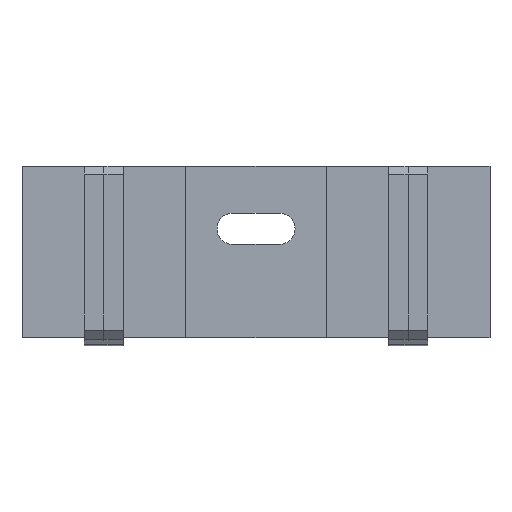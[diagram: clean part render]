
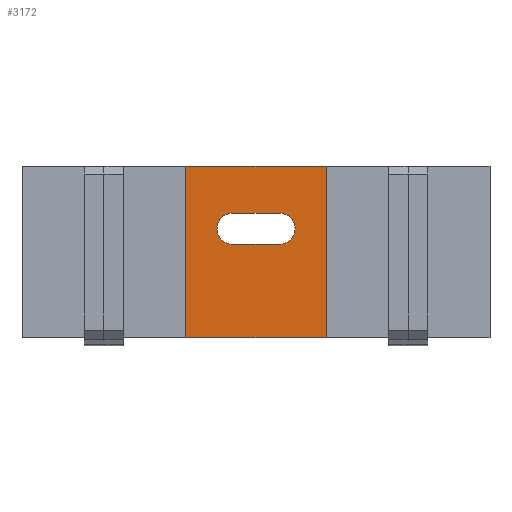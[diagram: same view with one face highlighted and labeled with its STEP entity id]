
A CAD part, front view. The second image highlights one B-rep face of the part: STEP entity #3172.
In plain terms, the highlighted planar face has unit normal (0, -1, 0).
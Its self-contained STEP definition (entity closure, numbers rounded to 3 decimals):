
#2896 = VERTEX_POINT('',#2897);
#2897 = CARTESIAN_POINT('',(3.,0.,16.));
#2904 = CYLINDRICAL_SURFACE('',#2905,2.);
#2905 = AXIS2_PLACEMENT_3D('',#2906,#2907,#2908);
#2906 = CARTESIAN_POINT('',(3.,24.,14.));
#2907 = DIRECTION('',(-0.,1.,0.));
#2908 = DIRECTION('',(0.,0.,-1.));
#2916 = PLANE('',#2917);
#2917 = AXIS2_PLACEMENT_3D('',#2918,#2919,#2920);
#2918 = CARTESIAN_POINT('',(3.,24.,16.));
#2919 = DIRECTION('',(0.,0.,-1.));
#2920 = DIRECTION('',(-1.,0.,-0.));
#2958 = VERTEX_POINT('',#2959);
#2959 = CARTESIAN_POINT('',(3.,0.,12.));
#2973 = PLANE('',#2974);
#2974 = AXIS2_PLACEMENT_3D('',#2975,#2976,#2977);
#2975 = CARTESIAN_POINT('',(-3.,24.,12.));
#2976 = DIRECTION('',(0.,0.,1.));
#2977 = DIRECTION('',(1.,0.,0.));
#2985 = EDGE_CURVE('',#2896,#2958,#2986,.T.);
#2986 = SURFACE_CURVE('',#2987,(#2992,#2999),.PCURVE_S1.);
#2987 = CIRCLE('',#2988,2.);
#2988 = AXIS2_PLACEMENT_3D('',#2989,#2990,#2991);
#2989 = CARTESIAN_POINT('',(3.,0.,14.));
#2990 = DIRECTION('',(0.,1.,0.));
#2991 = DIRECTION('',(0.,0.,-1.));
#2992 = PCURVE('',#2904,#2993);
#2993 = DEFINITIONAL_REPRESENTATION('',(#2994),#2998);
#2994 = LINE('',#2995,#2996);
#2995 = CARTESIAN_POINT('',(-6.283,-24.));
#2996 = VECTOR('',#2997,1.);
#2997 = DIRECTION('',(1.,-0.));
#2998 = ( GEOMETRIC_REPRESENTATION_CONTEXT(2) 
PARAMETRIC_REPRESENTATION_CONTEXT() REPRESENTATION_CONTEXT('2D SPACE',''
  ) );
#2999 = PCURVE('',#3000,#3005);
#3000 = PLANE('',#3001);
#3001 = AXIS2_PLACEMENT_3D('',#3002,#3003,#3004);
#3002 = CARTESIAN_POINT('',(0.,0.,0.));
#3003 = DIRECTION('',(0.,1.,-0.));
#3004 = DIRECTION('',(0.,0.,1.));
#3005 = DEFINITIONAL_REPRESENTATION('',(#3006),#3010);
#3006 = CIRCLE('',#3007,2.);
#3007 = AXIS2_PLACEMENT_2D('',#3008,#3009);
#3008 = CARTESIAN_POINT('',(14.,3.));
#3009 = DIRECTION('',(-1.,0.));
#3010 = ( GEOMETRIC_REPRESENTATION_CONTEXT(2) 
PARAMETRIC_REPRESENTATION_CONTEXT() REPRESENTATION_CONTEXT('2D SPACE',''
  ) );
#3018 = VERTEX_POINT('',#3019);
#3019 = CARTESIAN_POINT('',(-3.,0.,16.));
#3033 = CYLINDRICAL_SURFACE('',#3034,2.);
#3034 = AXIS2_PLACEMENT_3D('',#3035,#3036,#3037);
#3035 = CARTESIAN_POINT('',(-3.,24.,14.));
#3036 = DIRECTION('',(-0.,1.,0.));
#3037 = DIRECTION('',(0.,0.,1.));
#3072 = EDGE_CURVE('',#2896,#3018,#3073,.T.);
#3073 = SURFACE_CURVE('',#3074,(#3078,#3084),.PCURVE_S1.);
#3074 = LINE('',#3075,#3076);
#3075 = CARTESIAN_POINT('',(1.5,0.,16.));
#3076 = VECTOR('',#3077,1.);
#3077 = DIRECTION('',(-1.,0.,0.));
#3078 = PCURVE('',#2916,#3079);
#3079 = DEFINITIONAL_REPRESENTATION('',(#3080),#3083);
#3080 = B_SPLINE_CURVE_WITH_KNOTS('',1,(#3081,#3082),.UNSPECIFIED.,.F.,
  .F.,(2,2),(-1.5,4.5),.PIECEWISE_BEZIER_KNOTS.);
#3081 = CARTESIAN_POINT('',(0.,-24.));
#3082 = CARTESIAN_POINT('',(6.,-24.));
#3083 = ( GEOMETRIC_REPRESENTATION_CONTEXT(2) 
PARAMETRIC_REPRESENTATION_CONTEXT() REPRESENTATION_CONTEXT('2D SPACE',''
  ) );
#3084 = PCURVE('',#3000,#3085);
#3085 = DEFINITIONAL_REPRESENTATION('',(#3086),#3089);
#3086 = B_SPLINE_CURVE_WITH_KNOTS('',1,(#3087,#3088),.UNSPECIFIED.,.F.,
  .F.,(2,2),(-1.5,4.5),.PIECEWISE_BEZIER_KNOTS.);
#3087 = CARTESIAN_POINT('',(16.,3.));
#3088 = CARTESIAN_POINT('',(16.,-3.));
#3089 = ( GEOMETRIC_REPRESENTATION_CONTEXT(2) 
PARAMETRIC_REPRESENTATION_CONTEXT() REPRESENTATION_CONTEXT('2D SPACE',''
  ) );
#3172 = ADVANCED_FACE('',(#3173,#3287),#3000,.F.);
#3173 = FACE_BOUND('',#3174,.F.);
#3174 = EDGE_LOOP('',(#3175,#3205,#3233,#3261));
#3175 = ORIENTED_EDGE('',*,*,#3176,.F.);
#3176 = EDGE_CURVE('',#3177,#3179,#3181,.T.);
#3177 = VERTEX_POINT('',#3178);
#3178 = CARTESIAN_POINT('',(-9.,0.,0.));
#3179 = VERTEX_POINT('',#3180);
#3180 = CARTESIAN_POINT('',(9.,0.,0.));
#3181 = SURFACE_CURVE('',#3182,(#3186,#3193),.PCURVE_S1.);
#3182 = LINE('',#3183,#3184);
#3183 = CARTESIAN_POINT('',(-9.,0.,0.));
#3184 = VECTOR('',#3185,1.);
#3185 = DIRECTION('',(1.,0.,0.));
#3186 = PCURVE('',#3000,#3187);
#3187 = DEFINITIONAL_REPRESENTATION('',(#3188),#3192);
#3188 = LINE('',#3189,#3190);
#3189 = CARTESIAN_POINT('',(0.,-9.));
#3190 = VECTOR('',#3191,1.);
#3191 = DIRECTION('',(0.,1.));
#3192 = ( GEOMETRIC_REPRESENTATION_CONTEXT(2) 
PARAMETRIC_REPRESENTATION_CONTEXT() REPRESENTATION_CONTEXT('2D SPACE',''
  ) );
#3193 = PCURVE('',#3194,#3199);
#3194 = PLANE('',#3195);
#3195 = AXIS2_PLACEMENT_3D('',#3196,#3197,#3198);
#3196 = CARTESIAN_POINT('',(0.,15.,0.));
#3197 = DIRECTION('',(0.,0.,1.));
#3198 = DIRECTION('',(0.,-1.,0.));
#3199 = DEFINITIONAL_REPRESENTATION('',(#3200),#3204);
#3200 = LINE('',#3201,#3202);
#3201 = CARTESIAN_POINT('',(15.,-9.));
#3202 = VECTOR('',#3203,1.);
#3203 = DIRECTION('',(0.,1.));
#3204 = ( GEOMETRIC_REPRESENTATION_CONTEXT(2) 
PARAMETRIC_REPRESENTATION_CONTEXT() REPRESENTATION_CONTEXT('2D SPACE',''
  ) );
#3205 = ORIENTED_EDGE('',*,*,#3206,.T.);
#3206 = EDGE_CURVE('',#3177,#3207,#3209,.T.);
#3207 = VERTEX_POINT('',#3208);
#3208 = CARTESIAN_POINT('',(-9.,0.,22.));
#3209 = SURFACE_CURVE('',#3210,(#3214,#3221),.PCURVE_S1.);
#3210 = LINE('',#3211,#3212);
#3211 = CARTESIAN_POINT('',(-9.,0.,0.));
#3212 = VECTOR('',#3213,1.);
#3213 = DIRECTION('',(0.,0.,1.));
#3214 = PCURVE('',#3000,#3215);
#3215 = DEFINITIONAL_REPRESENTATION('',(#3216),#3220);
#3216 = LINE('',#3217,#3218);
#3217 = CARTESIAN_POINT('',(0.,-9.));
#3218 = VECTOR('',#3219,1.);
#3219 = DIRECTION('',(1.,0.));
#3220 = ( GEOMETRIC_REPRESENTATION_CONTEXT(2) 
PARAMETRIC_REPRESENTATION_CONTEXT() REPRESENTATION_CONTEXT('2D SPACE',''
  ) );
#3221 = PCURVE('',#3222,#3227);
#3222 = PLANE('',#3223);
#3223 = AXIS2_PLACEMENT_3D('',#3224,#3225,#3226);
#3224 = CARTESIAN_POINT('',(-9.,4.162,7.662));
#3225 = DIRECTION('',(-1.,0.,0.));
#3226 = DIRECTION('',(0.,0.,1.));
#3227 = DEFINITIONAL_REPRESENTATION('',(#3228),#3232);
#3228 = LINE('',#3229,#3230);
#3229 = CARTESIAN_POINT('',(-7.662,-4.162));
#3230 = VECTOR('',#3231,1.);
#3231 = DIRECTION('',(1.,0.));
#3232 = ( GEOMETRIC_REPRESENTATION_CONTEXT(2) 
PARAMETRIC_REPRESENTATION_CONTEXT() REPRESENTATION_CONTEXT('2D SPACE',''
  ) );
#3233 = ORIENTED_EDGE('',*,*,#3234,.F.);
#3234 = EDGE_CURVE('',#3235,#3207,#3237,.T.);
#3235 = VERTEX_POINT('',#3236);
#3236 = CARTESIAN_POINT('',(9.,0.,22.));
#3237 = SURFACE_CURVE('',#3238,(#3242,#3249),.PCURVE_S1.);
#3238 = LINE('',#3239,#3240);
#3239 = CARTESIAN_POINT('',(9.,0.,22.));
#3240 = VECTOR('',#3241,1.);
#3241 = DIRECTION('',(-1.,0.,0.));
#3242 = PCURVE('',#3000,#3243);
#3243 = DEFINITIONAL_REPRESENTATION('',(#3244),#3248);
#3244 = LINE('',#3245,#3246);
#3245 = CARTESIAN_POINT('',(22.,9.));
#3246 = VECTOR('',#3247,1.);
#3247 = DIRECTION('',(0.,-1.));
#3248 = ( GEOMETRIC_REPRESENTATION_CONTEXT(2) 
PARAMETRIC_REPRESENTATION_CONTEXT() REPRESENTATION_CONTEXT('2D SPACE',''
  ) );
#3249 = PCURVE('',#3250,#3255);
#3250 = PLANE('',#3251);
#3251 = AXIS2_PLACEMENT_3D('',#3252,#3253,#3254);
#3252 = CARTESIAN_POINT('',(0.,0.,22.));
#3253 = DIRECTION('',(0.,0.,-1.));
#3254 = DIRECTION('',(0.,1.,0.));
#3255 = DEFINITIONAL_REPRESENTATION('',(#3256),#3260);
#3256 = LINE('',#3257,#3258);
#3257 = CARTESIAN_POINT('',(0.,9.));
#3258 = VECTOR('',#3259,1.);
#3259 = DIRECTION('',(0.,-1.));
#3260 = ( GEOMETRIC_REPRESENTATION_CONTEXT(2) 
PARAMETRIC_REPRESENTATION_CONTEXT() REPRESENTATION_CONTEXT('2D SPACE',''
  ) );
#3261 = ORIENTED_EDGE('',*,*,#3262,.F.);
#3262 = EDGE_CURVE('',#3179,#3235,#3263,.T.);
#3263 = SURFACE_CURVE('',#3264,(#3268,#3275),.PCURVE_S1.);
#3264 = LINE('',#3265,#3266);
#3265 = CARTESIAN_POINT('',(9.,0.,0.));
#3266 = VECTOR('',#3267,1.);
#3267 = DIRECTION('',(0.,0.,1.));
#3268 = PCURVE('',#3000,#3269);
#3269 = DEFINITIONAL_REPRESENTATION('',(#3270),#3274);
#3270 = LINE('',#3271,#3272);
#3271 = CARTESIAN_POINT('',(0.,9.));
#3272 = VECTOR('',#3273,1.);
#3273 = DIRECTION('',(1.,0.));
#3274 = ( GEOMETRIC_REPRESENTATION_CONTEXT(2) 
PARAMETRIC_REPRESENTATION_CONTEXT() REPRESENTATION_CONTEXT('2D SPACE',''
  ) );
#3275 = PCURVE('',#3276,#3281);
#3276 = PLANE('',#3277);
#3277 = AXIS2_PLACEMENT_3D('',#3278,#3279,#3280);
#3278 = CARTESIAN_POINT('',(9.,4.162,7.662));
#3279 = DIRECTION('',(-1.,0.,0.));
#3280 = DIRECTION('',(0.,0.,1.));
#3281 = DEFINITIONAL_REPRESENTATION('',(#3282),#3286);
#3282 = LINE('',#3283,#3284);
#3283 = CARTESIAN_POINT('',(-7.662,-4.162));
#3284 = VECTOR('',#3285,1.);
#3285 = DIRECTION('',(1.,0.));
#3286 = ( GEOMETRIC_REPRESENTATION_CONTEXT(2) 
PARAMETRIC_REPRESENTATION_CONTEXT() REPRESENTATION_CONTEXT('2D SPACE',''
  ) );
#3287 = FACE_BOUND('',#3288,.F.);
#3288 = EDGE_LOOP('',(#3289,#3290,#3291,#3315));
#3289 = ORIENTED_EDGE('',*,*,#2985,.F.);
#3290 = ORIENTED_EDGE('',*,*,#3072,.T.);
#3291 = ORIENTED_EDGE('',*,*,#3292,.F.);
#3292 = EDGE_CURVE('',#3293,#3018,#3295,.T.);
#3293 = VERTEX_POINT('',#3294);
#3294 = CARTESIAN_POINT('',(-3.,0.,12.));
#3295 = SURFACE_CURVE('',#3296,(#3301,#3308),.PCURVE_S1.);
#3296 = CIRCLE('',#3297,2.);
#3297 = AXIS2_PLACEMENT_3D('',#3298,#3299,#3300);
#3298 = CARTESIAN_POINT('',(-3.,0.,14.));
#3299 = DIRECTION('',(-0.,1.,0.));
#3300 = DIRECTION('',(0.,0.,1.));
#3301 = PCURVE('',#3000,#3302);
#3302 = DEFINITIONAL_REPRESENTATION('',(#3303),#3307);
#3303 = CIRCLE('',#3304,2.);
#3304 = AXIS2_PLACEMENT_2D('',#3305,#3306);
#3305 = CARTESIAN_POINT('',(14.,-3.));
#3306 = DIRECTION('',(1.,0.));
#3307 = ( GEOMETRIC_REPRESENTATION_CONTEXT(2) 
PARAMETRIC_REPRESENTATION_CONTEXT() REPRESENTATION_CONTEXT('2D SPACE',''
  ) );
#3308 = PCURVE('',#3033,#3309);
#3309 = DEFINITIONAL_REPRESENTATION('',(#3310),#3314);
#3310 = LINE('',#3311,#3312);
#3311 = CARTESIAN_POINT('',(-6.283,-24.));
#3312 = VECTOR('',#3313,1.);
#3313 = DIRECTION('',(1.,-0.));
#3314 = ( GEOMETRIC_REPRESENTATION_CONTEXT(2) 
PARAMETRIC_REPRESENTATION_CONTEXT() REPRESENTATION_CONTEXT('2D SPACE',''
  ) );
#3315 = ORIENTED_EDGE('',*,*,#3316,.T.);
#3316 = EDGE_CURVE('',#3293,#2958,#3317,.T.);
#3317 = SURFACE_CURVE('',#3318,(#3322,#3328),.PCURVE_S1.);
#3318 = LINE('',#3319,#3320);
#3319 = CARTESIAN_POINT('',(-1.5,0.,12.));
#3320 = VECTOR('',#3321,1.);
#3321 = DIRECTION('',(1.,-0.,0.));
#3322 = PCURVE('',#3000,#3323);
#3323 = DEFINITIONAL_REPRESENTATION('',(#3324),#3327);
#3324 = B_SPLINE_CURVE_WITH_KNOTS('',1,(#3325,#3326),.UNSPECIFIED.,.F.,
  .F.,(2,2),(-1.5,4.5),.PIECEWISE_BEZIER_KNOTS.);
#3325 = CARTESIAN_POINT('',(12.,-3.));
#3326 = CARTESIAN_POINT('',(12.,3.));
#3327 = ( GEOMETRIC_REPRESENTATION_CONTEXT(2) 
PARAMETRIC_REPRESENTATION_CONTEXT() REPRESENTATION_CONTEXT('2D SPACE',''
  ) );
#3328 = PCURVE('',#2973,#3329);
#3329 = DEFINITIONAL_REPRESENTATION('',(#3330),#3333);
#3330 = B_SPLINE_CURVE_WITH_KNOTS('',1,(#3331,#3332),.UNSPECIFIED.,.F.,
  .F.,(2,2),(-1.5,4.5),.PIECEWISE_BEZIER_KNOTS.);
#3331 = CARTESIAN_POINT('',(0.,-24.));
#3332 = CARTESIAN_POINT('',(6.,-24.));
#3333 = ( GEOMETRIC_REPRESENTATION_CONTEXT(2) 
PARAMETRIC_REPRESENTATION_CONTEXT() REPRESENTATION_CONTEXT('2D SPACE',''
  ) );
